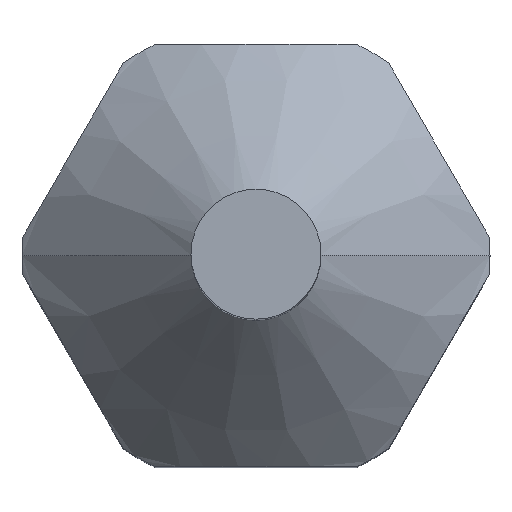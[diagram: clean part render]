
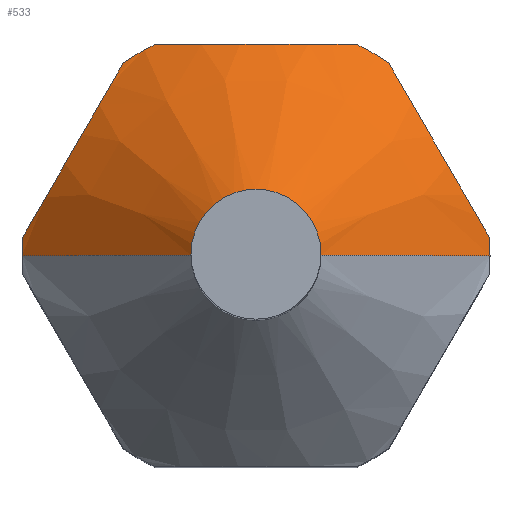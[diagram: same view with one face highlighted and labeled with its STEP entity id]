
A CAD part, top view. The second image highlights one B-rep face of the part: STEP entity #533.
In plain terms, the highlighted conical face has half-angle 45 degrees and reference radius 4.6 mm.
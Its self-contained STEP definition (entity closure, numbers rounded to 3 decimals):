
#211=EDGE_CURVE('',#221,#305,#594,.T.);
#221=VERTEX_POINT('',#604);
#229=VERTEX_POINT('',#614);
#233=EDGE_CURVE('',#341,#303,#618,.T.);
#253=VERTEX_POINT('',#640);
#255=VERTEX_POINT('',#642);
#303=VERTEX_POINT('',#696);
#305=VERTEX_POINT('',#698);
#307=EDGE_CURVE('',#341,#499,#700,.T.);
#325=EDGE_CURVE('',#229,#305,#718,.T.);
#327=EDGE_CURVE('',#253,#303,#720,.T.);
#341=VERTEX_POINT('',#736);
#375=VERTEX_POINT('',#773);
#401=EDGE_CURVE('',#253,#375,#804,.T.);
#439=EDGE_CURVE('',#499,#519,#849,.T.);
#475=EDGE_CURVE('',#519,#255,#889,.T.);
#481=EDGE_CURVE('',#229,#375,#895,.T.);
#499=VERTEX_POINT('',#914);
#519=VERTEX_POINT('',#935);
#533=ADVANCED_FACE('',(#949),#950,.T.);
#557=EDGE_CURVE('',#221,#255,#976,.T.);
#594=(B_SPLINE_CURVE(2,(#1010,#1011,#1012),.UNSPECIFIED.,.F.,.F.)B_SPLINE_CURVE_WITH_KNOTS((3,3),(0.0,6.35),.UNSPECIFIED.)RATIONAL_B_SPLINE_CURVE((1.0,1.108,1.0))BOUNDED_CURVE()REPRESENTATION_ITEM('')GEOMETRIC_REPRESENTATION_ITEM()CURVE());
#604=CARTESIAN_POINT('',(-7.178,0.568,14.8));
#614=CARTESIAN_POINT('',(-3.097,6.5,14.8));
#618=CIRCLE('',#1058,7.2);
#640=CARTESIAN_POINT('',(4.081,5.932,14.8));
#642=CARTESIAN_POINT('',(-7.2,0.,14.8));
#696=CARTESIAN_POINT('',(7.178,0.568,14.8));
#698=CARTESIAN_POINT('',(-4.081,5.932,14.8));
#700=LINE('',#1182,#1183);
#718=CIRCLE('',#1227,7.2);
#720=(B_SPLINE_CURVE(2,(#1231,#1232,#1233),.UNSPECIFIED.,.F.,.F.)B_SPLINE_CURVE_WITH_KNOTS((3,3),(0.0,6.35),.UNSPECIFIED.)RATIONAL_B_SPLINE_CURVE((1.0,1.108,1.0))BOUNDED_CURVE()REPRESENTATION_ITEM('')GEOMETRIC_REPRESENTATION_ITEM()CURVE());
#736=CARTESIAN_POINT('',(7.2,0.,14.8));
#773=CARTESIAN_POINT('',(3.097,6.5,14.8));
#804=CIRCLE('',#1381,7.2);
#849=CIRCLE('',#1448,2.0);
#889=LINE('',#1500,#1501);
#895=(B_SPLINE_CURVE(2,(#1519,#1520,#1521),.UNSPECIFIED.,.F.,.F.)B_SPLINE_CURVE_WITH_KNOTS((3,3),(0.0,6.35),.UNSPECIFIED.)RATIONAL_B_SPLINE_CURVE((1.0,1.108,1.0))BOUNDED_CURVE()REPRESENTATION_ITEM('')GEOMETRIC_REPRESENTATION_ITEM()CURVE());
#914=CARTESIAN_POINT('',(2.0,0.,20.0));
#935=CARTESIAN_POINT('',(-2.0,0.,20.0));
#949=FACE_OUTER_BOUND('',#1628,.T.);
#950=CONICAL_SURFACE('',#1629,4.6,0.785);
#976=CIRCLE('',#1671,7.2);
#1010=CARTESIAN_POINT('',(-7.178,0.568,14.8));
#1011=CARTESIAN_POINT('',(-5.629,3.25,16.132));
#1012=CARTESIAN_POINT('',(-4.081,5.932,14.8));
#1058=AXIS2_PLACEMENT_3D('',#1726,#1727,#1728);
#1182=CARTESIAN_POINT('',(4.6,0.,17.4));
#1183=VECTOR('',#1816,1.0);
#1227=AXIS2_PLACEMENT_3D('',#1822,#1823,#1824);
#1231=CARTESIAN_POINT('',(4.081,5.932,14.8));
#1232=CARTESIAN_POINT('',(5.629,3.25,16.132));
#1233=CARTESIAN_POINT('',(7.178,0.568,14.8));
#1381=AXIS2_PLACEMENT_3D('',#1938,#1939,#1940);
#1448=AXIS2_PLACEMENT_3D('',#2016,#2017,#2018);
#1500=CARTESIAN_POINT('',(-4.6,0.,17.4));
#1501=VECTOR('',#2059,1.0);
#1519=CARTESIAN_POINT('',(-3.097,6.5,14.8));
#1520=CARTESIAN_POINT('',(0.,6.5,16.132));
#1521=CARTESIAN_POINT('',(3.097,6.5,14.8));
#1628=EDGE_LOOP('',(#2105,#2106,#2107,#2108,#2109,#2110,#2111,#2112,#2113,#2114));
#1629=AXIS2_PLACEMENT_3D('',#2115,#2116,#2117);
#1671=AXIS2_PLACEMENT_3D('',#2142,#2143,#2144);
#1726=CARTESIAN_POINT('',(0.,0.,14.8));
#1727=DIRECTION('',(0.,0.,1.0));
#1728=DIRECTION('',(-1.0,0.,0.0));
#1816=DIRECTION('',(-0.707,0.,0.707));
#1822=CARTESIAN_POINT('',(0.,0.,14.8));
#1823=DIRECTION('',(0.,0.,1.0));
#1824=DIRECTION('',(-1.0,0.,0.0));
#1938=CARTESIAN_POINT('',(0.,0.,14.8));
#1939=DIRECTION('',(0.,0.,1.0));
#1940=DIRECTION('',(-1.0,0.,0.0));
#2016=CARTESIAN_POINT('',(0.,0.,20.0));
#2017=DIRECTION('',(0.,0.,1.0));
#2018=DIRECTION('',(-1.0,0.,0.0));
#2059=DIRECTION('',(-0.707,0.,-0.707));
#2105=ORIENTED_EDGE('',*,*,#475,.F.);
#2106=ORIENTED_EDGE('',*,*,#439,.F.);
#2107=ORIENTED_EDGE('',*,*,#307,.F.);
#2108=ORIENTED_EDGE('',*,*,#233,.T.);
#2109=ORIENTED_EDGE('',*,*,#327,.F.);
#2110=ORIENTED_EDGE('',*,*,#401,.T.);
#2111=ORIENTED_EDGE('',*,*,#481,.F.);
#2112=ORIENTED_EDGE('',*,*,#325,.T.);
#2113=ORIENTED_EDGE('',*,*,#211,.F.);
#2114=ORIENTED_EDGE('',*,*,#557,.T.);
#2115=CARTESIAN_POINT('',(0.,0.,17.4));
#2116=DIRECTION('',(0.,0.,-1.0));
#2117=DIRECTION('',(-1.0,0.,0.0));
#2142=CARTESIAN_POINT('',(0.,0.,14.8));
#2143=DIRECTION('',(0.,0.,1.0));
#2144=DIRECTION('',(-1.0,0.,0.0));
